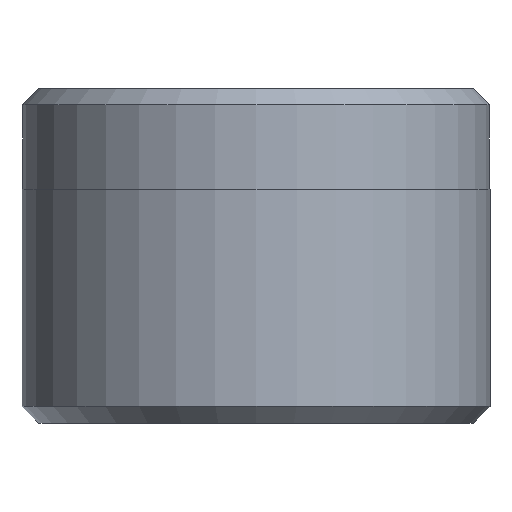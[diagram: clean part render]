
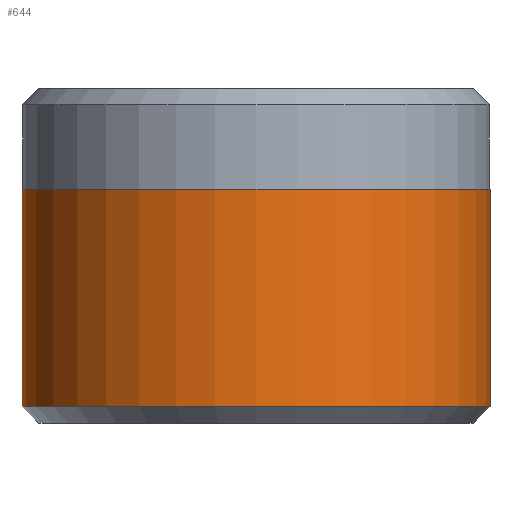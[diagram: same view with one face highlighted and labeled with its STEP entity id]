
A CAD part, front view. The second image highlights one B-rep face of the part: STEP entity #644.
In plain terms, the highlighted cylindrical face has radius 7 mm (diameter 14 mm), a partial arc.
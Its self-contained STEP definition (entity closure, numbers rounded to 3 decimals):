
#155 = LINE ( 'NONE', #188, #2397 ) ;
#188 = CARTESIAN_POINT ( 'NONE',  ( -7., 0., 10. ) ) ;
#326 = DIRECTION ( 'NONE',  ( 0., 0., -1. ) ) ;
#349 = AXIS2_PLACEMENT_3D ( 'NONE', #2561, #2733, #2382 ) ;
#386 = VERTEX_POINT ( 'NONE', #1757 ) ;
#529 = EDGE_CURVE ( 'NONE', #2180, #386, #155, .T. ) ;
#618 = VECTOR ( 'NONE', #1129, 1000. ) ;
#644 = ADVANCED_FACE ( 'NONE', ( #2292 ), #1804, .T. ) ;
#678 = EDGE_CURVE ( 'NONE', #976, #2521, #1735, .T. ) ;
#736 = CARTESIAN_POINT ( 'NONE',  ( 0., 0., 0.5 ) ) ;
#871 = CIRCLE ( 'NONE', #2674, 7. ) ;
#960 = DIRECTION ( 'NONE',  ( 1., 0., 0. ) ) ;
#976 = VERTEX_POINT ( 'NONE', #2090 ) ;
#1129 = DIRECTION ( 'NONE',  ( 0., 0., -1. ) ) ;
#1187 = AXIS2_PLACEMENT_3D ( 'NONE', #736, #2261, #960 ) ;
#1215 = CARTESIAN_POINT ( 'NONE',  ( 0., 0., 7. ) ) ;
#1441 = ORIENTED_EDGE ( 'NONE', *, *, #529, .T. ) ;
#1443 = DIRECTION ( 'NONE',  ( 1., 0., 0. ) ) ;
#1482 = EDGE_CURVE ( 'NONE', #386, #2521, #1598, .T. ) ;
#1574 = ORIENTED_EDGE ( 'NONE', *, *, #1482, .T. ) ;
#1598 = CIRCLE ( 'NONE', #1187, 7. ) ;
#1632 = EDGE_CURVE ( 'NONE', #2180, #976, #871, .T. ) ;
#1735 = LINE ( 'NONE', #2218, #618 ) ;
#1757 = CARTESIAN_POINT ( 'NONE',  ( -7., 0., 0.5 ) ) ;
#1804 = CYLINDRICAL_SURFACE ( 'NONE', #349, 7. ) ;
#1844 = CARTESIAN_POINT ( 'NONE',  ( -7., 0., 7. ) ) ;
#1901 = ORIENTED_EDGE ( 'NONE', *, *, #1632, .F. ) ;
#2090 = CARTESIAN_POINT ( 'NONE',  ( 7., 0., 7. ) ) ;
#2180 = VERTEX_POINT ( 'NONE', #1844 ) ;
#2218 = CARTESIAN_POINT ( 'NONE',  ( 7., 0., 10. ) ) ;
#2261 = DIRECTION ( 'NONE',  ( 0., 0., 1. ) ) ;
#2292 = FACE_OUTER_BOUND ( 'NONE', #2509, .T. ) ;
#2382 = DIRECTION ( 'NONE',  ( -1., 0., 0. ) ) ;
#2397 = VECTOR ( 'NONE', #326, 1000. ) ;
#2469 = ORIENTED_EDGE ( 'NONE', *, *, #678, .F. ) ;
#2508 = CARTESIAN_POINT ( 'NONE',  ( 7., 0., 0.5 ) ) ;
#2509 = EDGE_LOOP ( 'NONE', ( #2469, #1901, #1441, #1574 ) ) ;
#2521 = VERTEX_POINT ( 'NONE', #2508 ) ;
#2561 = CARTESIAN_POINT ( 'NONE',  ( 0., 0., 10. ) ) ;
#2637 = DIRECTION ( 'NONE',  ( 0., 0., 1. ) ) ;
#2674 = AXIS2_PLACEMENT_3D ( 'NONE', #1215, #2637, #1443 ) ;
#2733 = DIRECTION ( 'NONE',  ( 0., 0., -1. ) ) ;
